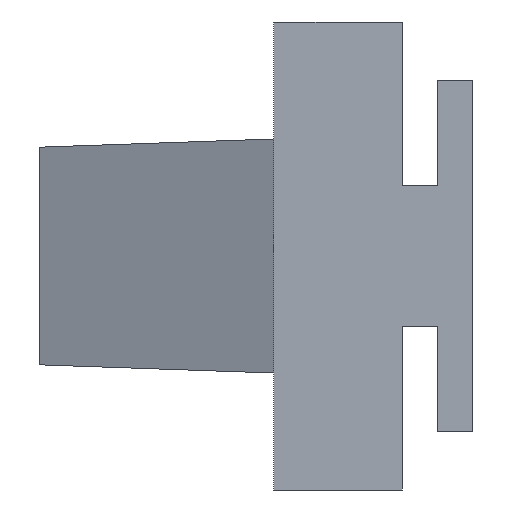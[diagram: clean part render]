
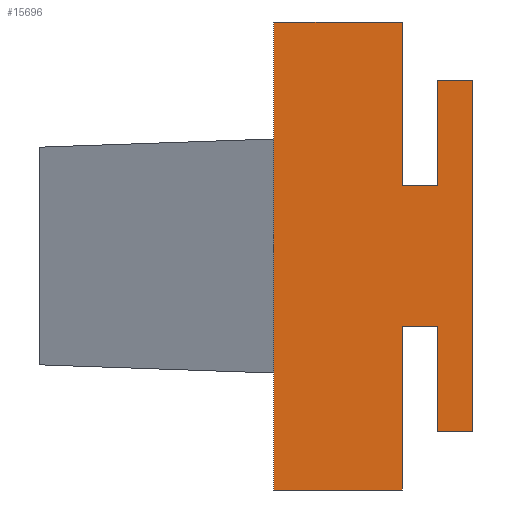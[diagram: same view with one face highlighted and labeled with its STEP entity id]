
A CAD part, left-side view. The second image highlights one B-rep face of the part: STEP entity #15696.
In plain terms, the highlighted free-form (B-spline) face has degree [1, 1] with [2, 2] control points.
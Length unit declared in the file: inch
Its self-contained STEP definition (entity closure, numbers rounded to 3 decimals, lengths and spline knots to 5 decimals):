
#15605=CARTESIAN_POINT('F271',(-0.25,0.00394,
   -1.00394));
#15606=CARTESIAN_POINT('F271',(-0.25,-0.86894,
   -1.00394));
#15607=CARTESIAN_POINT('F271',(-0.25,0.00394,
   1.00394));
#15608=CARTESIAN_POINT('F271',(-0.25,-0.86894,
   1.00394));
#15609=B_SPLINE_SURFACE_WITH_KNOTS('F271',1,1,((#15605,#15607),(
   #15606,#15608)),.PLANE_SURF.,.F.,.F.,.U.,(2,2),(2,2),(0.0,1.0),
   (0.0,2.3003),.UNSPECIFIED.);
#15610=CARTESIAN_POINT('V615',(-0.25,-0.7,
   0.3));
#15611=VERTEX_POINT('V615',#15610);
#15612=CARTESIAN_POINT('V616',(-0.25,-0.55,
   0.3));
#15613=VERTEX_POINT('V616',#15612);
#15614=CARTESIAN_POINT('E784',(-0.25,-0.7,
   0.3));
#15615=CARTESIAN_POINT('E784',(-0.25,-0.55,
   0.3));
#15616=QUASI_UNIFORM_CURVE('E784',1,(#15614,#15615),.POLYLINE_FORM.,
   .F.,.U.);
#15617=EDGE_CURVE('E784',#15611,#15613,#15616,.T.);
#15618=ORIENTED_EDGE('E784',*,*,#15617,.T.);
#15619=CARTESIAN_POINT('V617',(-0.25,-0.55,
   1.0));
#15620=VERTEX_POINT('V617',#15619);
#15621=CARTESIAN_POINT('E785',(-0.25,-0.55,
   0.3));
#15622=CARTESIAN_POINT('E785',(-0.25,-0.55,
   1.0));
#15623=B_SPLINE_CURVE_WITH_KNOTS('E785',1,(#15621,#15622),
   .POLYLINE_FORM.,.F.,.U.,(2,2),(2.36364,
   3.63636),.UNSPECIFIED.);
#15624=EDGE_CURVE('E785',#15613,#15620,#15623,.T.);
#15625=ORIENTED_EDGE('E785',*,*,#15624,.T.);
#15626=CARTESIAN_POINT('V618',(-0.25,0.0,1.0));
#15627=VERTEX_POINT('V618',#15626);
#15628=CARTESIAN_POINT('E786',(-0.25,-0.55,
   1.0));
#15629=CARTESIAN_POINT('E786',(-0.25,0.0,1.0));
#15630=QUASI_UNIFORM_CURVE('E786',1,(#15628,#15629),.POLYLINE_FORM.,
   .F.,.U.);
#15631=EDGE_CURVE('E786',#15620,#15627,#15630,.T.);
#15632=ORIENTED_EDGE('E786',*,*,#15631,.T.);
#15633=CARTESIAN_POINT('V334',(-0.25,0.0,-1.0));
#15634=VERTEX_POINT('V334',#15633);
#15635=CARTESIAN_POINT('E787',(-0.25,0.0,-1.0));
#15636=CARTESIAN_POINT('E787',(-0.25,0.0,1.0));
#15637=QUASI_UNIFORM_CURVE('E787',1,(#15635,#15636),.POLYLINE_FORM.,
   .F.,.U.);
#15638=EDGE_CURVE('E787',#15634,#15627,#15637,.T.);
#15639=ORIENTED_EDGE('E787',*,*,#15638,.F.);
#15640=CARTESIAN_POINT('V333',(-0.25,-0.55,
   -1.0));
#15641=VERTEX_POINT('V333',#15640);
#15642=CARTESIAN_POINT('E366',(-0.25,0.0,-1.0));
#15643=CARTESIAN_POINT('E366',(-0.25,-0.55,
   -1.0));
#15644=QUASI_UNIFORM_CURVE('E366',1,(#15642,#15643),.POLYLINE_FORM.,
   .F.,.U.);
#15645=EDGE_CURVE('E366',#15634,#15641,#15644,.T.);
#15646=ORIENTED_EDGE('E366',*,*,#15645,.T.);
#15647=CARTESIAN_POINT('V619',(-0.25,-0.55,
   -0.3));
#15648=VERTEX_POINT('V619',#15647);
#15649=CARTESIAN_POINT('E788',(-0.25,-0.55,
   -1.0));
#15650=CARTESIAN_POINT('E788',(-0.25,-0.55,
   -0.3));
#15651=B_SPLINE_CURVE_WITH_KNOTS('E788',1,(#15649,#15650),
   .POLYLINE_FORM.,.F.,.U.,(2,2),(0.0,1.27273),
   .UNSPECIFIED.);
#15652=EDGE_CURVE('E788',#15641,#15648,#15651,.T.);
#15653=ORIENTED_EDGE('E788',*,*,#15652,.T.);
#15654=CARTESIAN_POINT('V620',(-0.25,-0.7,
   -0.3));
#15655=VERTEX_POINT('V620',#15654);
#15656=CARTESIAN_POINT('E789',(-0.25,-0.55,
   -0.3));
#15657=CARTESIAN_POINT('E789',(-0.25,-0.7,
   -0.3));
#15658=QUASI_UNIFORM_CURVE('E789',1,(#15656,#15657),.POLYLINE_FORM.,
   .F.,.U.);
#15659=EDGE_CURVE('E789',#15648,#15655,#15658,.T.);
#15660=ORIENTED_EDGE('E789',*,*,#15659,.T.);
#15661=CARTESIAN_POINT('V621',(-0.25,-0.7,
   -0.75));
#15662=VERTEX_POINT('V621',#15661);
#15663=CARTESIAN_POINT('E790',(-0.25,-0.7,
   -0.3));
#15664=CARTESIAN_POINT('E790',(-0.25,-0.7,
   -0.75));
#15665=QUASI_UNIFORM_CURVE('E790',1,(#15663,#15664),.POLYLINE_FORM.,
   .F.,.U.);
#15666=EDGE_CURVE('E790',#15655,#15662,#15665,.T.);
#15667=ORIENTED_EDGE('E790',*,*,#15666,.T.);
#15668=CARTESIAN_POINT('V622',(-0.25,-0.85,
   -0.75));
#15669=VERTEX_POINT('V622',#15668);
#15670=CARTESIAN_POINT('E791',(-0.25,-0.7,
   -0.75));
#15671=CARTESIAN_POINT('E791',(-0.25,-0.85,
   -0.75));
#15672=QUASI_UNIFORM_CURVE('E791',1,(#15670,#15671),.POLYLINE_FORM.,
   .F.,.U.);
#15673=EDGE_CURVE('E791',#15662,#15669,#15672,.T.);
#15674=ORIENTED_EDGE('E791',*,*,#15673,.T.);
#15675=CARTESIAN_POINT('V623',(-0.25,-0.85,
   0.75));
#15676=VERTEX_POINT('V623',#15675);
#15677=CARTESIAN_POINT('E792',(-0.25,-0.85,
   -0.75));
#15678=CARTESIAN_POINT('E792',(-0.25,-0.85,
   0.75));
#15679=QUASI_UNIFORM_CURVE('E792',1,(#15677,#15678),.POLYLINE_FORM.,
   .F.,.U.);
#15680=EDGE_CURVE('E792',#15669,#15676,#15679,.T.);
#15681=ORIENTED_EDGE('E792',*,*,#15680,.T.);
#15682=CARTESIAN_POINT('V624',(-0.25,-0.7,
   0.75));
#15683=VERTEX_POINT('V624',#15682);
#15684=CARTESIAN_POINT('E793',(-0.25,-0.85,
   0.75));
#15685=CARTESIAN_POINT('E793',(-0.25,-0.7,
   0.75));
#15686=QUASI_UNIFORM_CURVE('E793',1,(#15684,#15685),.POLYLINE_FORM.,
   .F.,.U.);
#15687=EDGE_CURVE('E793',#15676,#15683,#15686,.T.);
#15688=ORIENTED_EDGE('E793',*,*,#15687,.T.);
#15689=CARTESIAN_POINT('E794',(-0.25,-0.7,
   0.75));
#15690=CARTESIAN_POINT('E794',(-0.25,-0.7,
   0.3));
#15691=QUASI_UNIFORM_CURVE('E794',1,(#15689,#15690),.POLYLINE_FORM.,
   .F.,.U.);
#15692=EDGE_CURVE('E794',#15683,#15611,#15691,.T.);
#15693=ORIENTED_EDGE('E794',*,*,#15692,.T.);
#15694=EDGE_LOOP('F271',(#15618,#15625,#15632,#15639,#15646,#15653,
   #15660,#15667,#15674,#15681,#15688,#15693));
#15695=FACE_OUTER_BOUND('F271',#15694,.T.);
#15696=ADVANCED_FACE('F271',(#15695),#15609,.T.);
